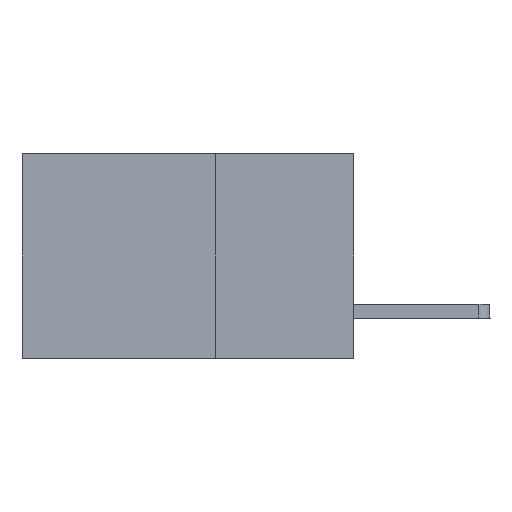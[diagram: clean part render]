
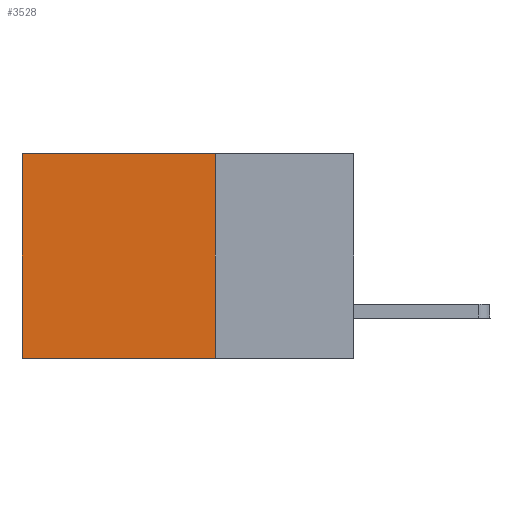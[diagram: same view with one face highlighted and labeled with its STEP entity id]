
A CAD part, left-side view. The second image highlights one B-rep face of the part: STEP entity #3528.
In plain terms, the highlighted planar face has unit normal (-1, 0, 0).
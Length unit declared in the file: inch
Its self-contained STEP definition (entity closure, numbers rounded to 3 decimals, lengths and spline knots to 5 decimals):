
#153 = LINE ( 'NONE', #7075, #5846 ) ;
#430 = CARTESIAN_POINT ( 'NONE',  ( 0.2875, 0.25, 0. ) ) ;
#669 = CARTESIAN_POINT ( 'NONE',  ( 0.2875, 0.25, -0.37 ) ) ;
#951 = DIRECTION ( 'NONE',  ( 0., 0., -1. ) ) ;
#1519 = LINE ( 'NONE', #5771, #3328 ) ;
#2051 = ORIENTED_EDGE ( 'NONE', *, *, #8607, .F. ) ;
#2484 = CARTESIAN_POINT ( 'NONE',  ( 0.2875, 0.25, 0. ) ) ;
#2769 = LINE ( 'NONE', #2484, #8481 ) ;
#2796 = CARTESIAN_POINT ( 'NONE',  ( 0.2875, 0.6, 0. ) ) ;
#2832 = DIRECTION ( 'NONE',  ( 0., 0., -1. ) ) ;
#2871 = EDGE_CURVE ( 'NONE', #10088, #4836, #153, .T. ) ;
#3328 = VECTOR ( 'NONE', #951, 39.37008 ) ;
#3528 = ADVANCED_FACE ( 'NONE', ( #12248 ), #11404, .F. ) ;
#3690 = CARTESIAN_POINT ( 'NONE',  ( 0.2875, 0.6, -0.37 ) ) ;
#4242 = DIRECTION ( 'NONE',  ( 0., 1., 0. ) ) ;
#4492 = DIRECTION ( 'NONE',  ( 0., 0., -1. ) ) ;
#4836 = VERTEX_POINT ( 'NONE', #3690 ) ;
#5722 = CARTESIAN_POINT ( 'NONE',  ( 0.2875, 0.25, 0. ) ) ;
#5771 = CARTESIAN_POINT ( 'NONE',  ( 0.2875, 0.25, 0. ) ) ;
#5846 = VECTOR ( 'NONE', #4242, 39.37008 ) ;
#6223 = EDGE_CURVE ( 'NONE', #11874, #4836, #10967, .T. ) ;
#6610 = EDGE_CURVE ( 'NONE', #12389, #11874, #2769, .T. ) ;
#7075 = CARTESIAN_POINT ( 'NONE',  ( 0.2875, 0.25, -0.37 ) ) ;
#7105 = ORIENTED_EDGE ( 'NONE', *, *, #6610, .T. ) ;
#7333 = AXIS2_PLACEMENT_3D ( 'NONE', #5722, #10403, #2832 ) ;
#8481 = VECTOR ( 'NONE', #11104, 39.37008 ) ;
#8607 = EDGE_CURVE ( 'NONE', #12389, #10088, #1519, .T. ) ;
#8650 = ORIENTED_EDGE ( 'NONE', *, *, #2871, .F. ) ;
#9575 = ORIENTED_EDGE ( 'NONE', *, *, #6223, .T. ) ;
#9636 = VECTOR ( 'NONE', #4492, 39.37008 ) ;
#10088 = VERTEX_POINT ( 'NONE', #669 ) ;
#10403 = DIRECTION ( 'NONE',  ( 1., 0., 0. ) ) ;
#10967 = LINE ( 'NONE', #2796, #9636 ) ;
#11104 = DIRECTION ( 'NONE',  ( 0., 1., 0. ) ) ;
#11404 = PLANE ( 'NONE',  #7333 ) ;
#11874 = VERTEX_POINT ( 'NONE', #12056 ) ;
#11964 = EDGE_LOOP ( 'NONE', ( #9575, #8650, #2051, #7105 ) ) ;
#12056 = CARTESIAN_POINT ( 'NONE',  ( 0.2875, 0.6, 0. ) ) ;
#12248 = FACE_OUTER_BOUND ( 'NONE', #11964, .T. ) ;
#12389 = VERTEX_POINT ( 'NONE', #430 ) ;
